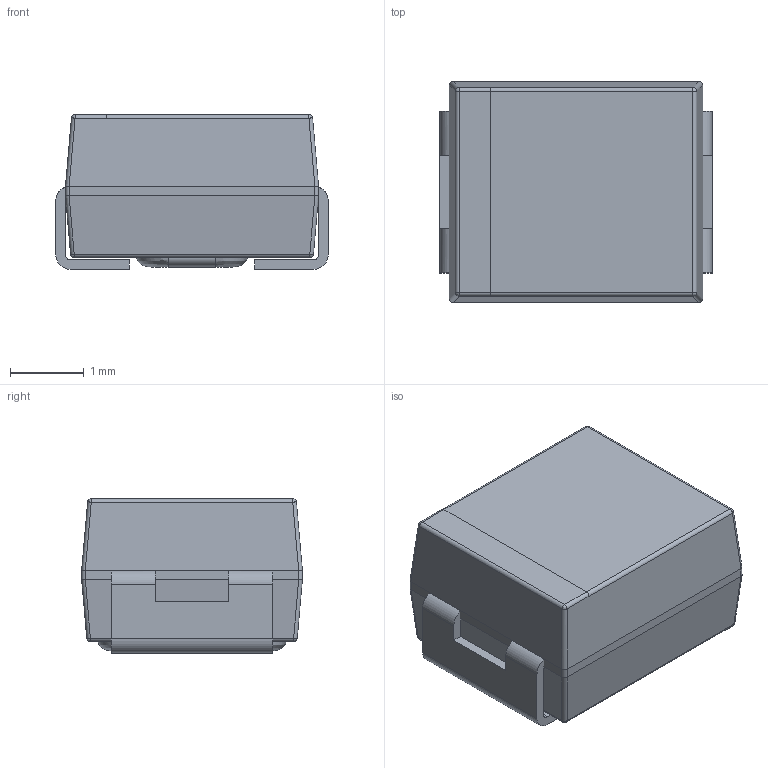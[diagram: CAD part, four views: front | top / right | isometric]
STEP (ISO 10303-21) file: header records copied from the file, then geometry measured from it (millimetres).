
FILE_DESCRIPTION (( 'STEP AP203' ), '1' );
FILE_NAME ('capacitor-CAPM-TANTB-YL.step_Default_sldprt.STEP', '2025-04-23T09:07:49', ( '' ), ( '' ), 'SwSTEP 2.0', 'SolidWorks 2024', '' );
FILE_SCHEMA (( 'CONFIG_CONTROL_DESIGN' ));
Length unit declared in the file: millimetre
Products named in the file (1): capacitor-CAPM-TANTB-YL.step_Default_sldprt
Bounding box: 3.7 x 3 x 2.1 mm (x, y, z)
Volume: 20.6 mm3; surface area: 63.1 mm2
Topology: 3 solids, 3 shells, 90 faces, 227 edges, 132 vertices
Faces by surface type: plane 44, cylinder 30, bspline 16
Entity records: 2892 total; most frequent: CARTESIAN_POINT 784, ORIENTED_EDGE 438, DIRECTION 403, EDGE_CURVE 219, LINE 145, VECTOR 145, VERTEX_POINT 132, AXIS2_PLACEMENT_3D 129
